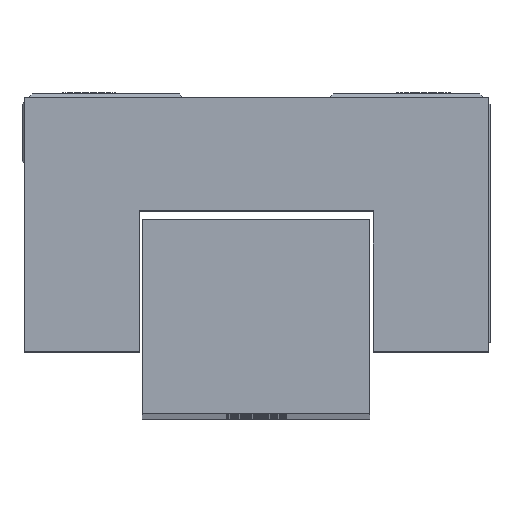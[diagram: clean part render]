
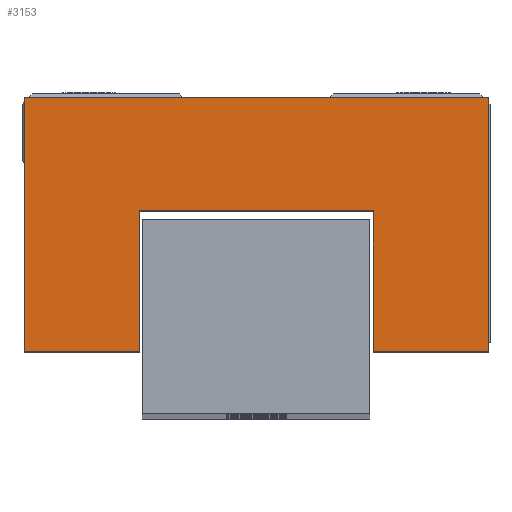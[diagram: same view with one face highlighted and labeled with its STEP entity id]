
A CAD part, top view. The second image highlights one B-rep face of the part: STEP entity #3153.
In plain terms, the highlighted planar face has unit normal (0, 0, 1).
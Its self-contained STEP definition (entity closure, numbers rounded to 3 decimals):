
#1856=DIRECTION('',(0.,-1.,0.));
#1857=VECTOR('',#1856,38.);
#1858=CARTESIAN_POINT('',(-34.7,23.5,37.35));
#1859=LINE('',#1858,#1857);
#1860=DIRECTION('',(-1.,0.,0.));
#1861=VECTOR('',#1860,69.4);
#1862=CARTESIAN_POINT('',(34.7,23.5,37.35));
#1863=LINE('',#1862,#1861);
#1864=DIRECTION('',(0.,1.,0.));
#1865=VECTOR('',#1864,38.);
#1866=CARTESIAN_POINT('',(34.7,-14.5,37.35));
#1867=LINE('',#1866,#1865);
#1868=DIRECTION('',(1.,0.,0.));
#1869=VECTOR('',#1868,17.2);
#1870=CARTESIAN_POINT('',(17.5,-14.5,37.35));
#1871=LINE('',#1870,#1869);
#1872=DIRECTION('',(0.,-1.,0.));
#1873=VECTOR('',#1872,21.);
#1874=CARTESIAN_POINT('',(17.5,6.5,37.35));
#1875=LINE('',#1874,#1873);
#1876=DIRECTION('',(1.,0.,0.));
#1877=VECTOR('',#1876,35.);
#1878=CARTESIAN_POINT('',(-17.5,6.5,37.35));
#1879=LINE('',#1878,#1877);
#1880=DIRECTION('',(0.,1.,0.));
#1881=VECTOR('',#1880,21.);
#1882=CARTESIAN_POINT('',(-17.5,-14.5,37.35));
#1883=LINE('',#1882,#1881);
#1884=DIRECTION('',(1.,0.,0.));
#1885=VECTOR('',#1884,17.2);
#1886=CARTESIAN_POINT('',(-34.7,-14.5,37.35));
#1887=LINE('',#1886,#1885);
#2088=CARTESIAN_POINT('',(-34.7,23.5,37.35));
#2089=CARTESIAN_POINT('',(-34.7,-14.5,37.35));
#2090=VERTEX_POINT('',#2088);
#2091=VERTEX_POINT('',#2089);
#2092=CARTESIAN_POINT('',(-17.5,-14.5,37.35));
#2093=VERTEX_POINT('',#2092);
#2094=CARTESIAN_POINT('',(-17.5,6.5,37.35));
#2095=VERTEX_POINT('',#2094);
#2096=CARTESIAN_POINT('',(17.5,6.5,37.35));
#2097=CARTESIAN_POINT('',(17.5,-14.5,37.35));
#2098=VERTEX_POINT('',#2096);
#2099=VERTEX_POINT('',#2097);
#2100=CARTESIAN_POINT('',(34.7,-14.5,37.35));
#2101=VERTEX_POINT('',#2100);
#2102=CARTESIAN_POINT('',(34.7,23.5,37.35));
#2103=VERTEX_POINT('',#2102);
#3134=CARTESIAN_POINT('',(0.,0.,37.35));
#3135=DIRECTION('',(0.,0.,1.));
#3136=DIRECTION('',(1.,0.,0.));
#3137=AXIS2_PLACEMENT_3D('',#3134,#3135,#3136);
#3138=PLANE('',#3137);
#3140=ORIENTED_EDGE('',*,*,#3139,.F.);
#3142=ORIENTED_EDGE('',*,*,#3141,.F.);
#3144=ORIENTED_EDGE('',*,*,#3143,.F.);
#3145=ORIENTED_EDGE('',*,*,#2634,.F.);
#3146=ORIENTED_EDGE('',*,*,#2570,.F.);
#3148=ORIENTED_EDGE('',*,*,#3147,.F.);
#3149=ORIENTED_EDGE('',*,*,#2527,.F.);
#3150=ORIENTED_EDGE('',*,*,#2465,.F.);
#3151=EDGE_LOOP('',(#3140,#3142,#3144,#3145,#3146,#3148,#3149,#3150));
#3152=FACE_OUTER_BOUND('',#3151,.F.);
#3153=ADVANCED_FACE('',(#3152),#3138,.T.);
#2465=EDGE_CURVE('',#2091,#2093,#1887,.T.);
#2527=EDGE_CURVE('',#2093,#2095,#1883,.T.);
#2570=EDGE_CURVE('',#2098,#2099,#1875,.T.);
#2634=EDGE_CURVE('',#2099,#2101,#1871,.T.);
#3139=EDGE_CURVE('',#2090,#2091,#1859,.T.);
#3141=EDGE_CURVE('',#2103,#2090,#1863,.T.);
#3143=EDGE_CURVE('',#2101,#2103,#1867,.T.);
#3147=EDGE_CURVE('',#2095,#2098,#1879,.T.);
